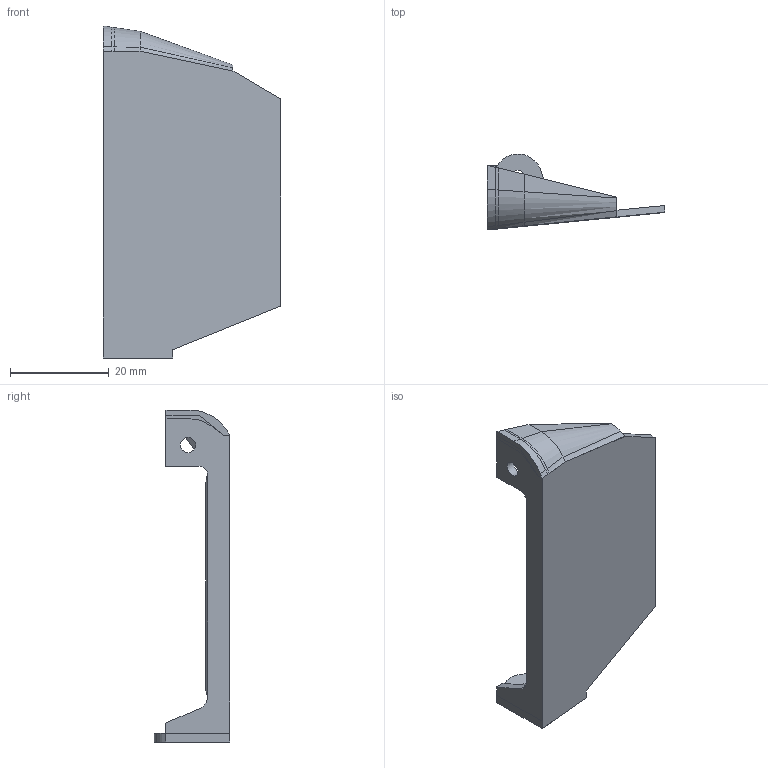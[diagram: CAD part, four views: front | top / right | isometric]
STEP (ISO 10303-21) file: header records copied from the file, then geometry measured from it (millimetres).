
FILE_DESCRIPTION(('FreeCAD Model'),'2;1');
FILE_NAME('Open CASCADE Shape Model','2023-06-24T09:24:32',(''),(''), 'Open CASCADE STEP processor 7.6','FreeCAD','Unknown');
FILE_SCHEMA(('AUTOMOTIVE_DESIGN { 1 0 10303 214 1 1 1 1 }'));
Length unit declared in the file: millimetre
Products named in the file (1): AdditivePipe
Bounding box: 35.83 x 15.36 x 67.1 mm (x, y, z)
Volume: 3881 mm3; surface area: 5574.2 mm2
Topology: 1 solids, 1 shells, 65 faces, 161 edges, 98 vertices
Faces by surface type: plane 45, bspline 14, cylinder 6
Full cylindrical faces by diameter (mm): 3.1 x2
Entity records: 4526 total; most frequent: CARTESIAN_POINT 1743, DIRECTION 347, ORIENTED_EDGE 322, PCURVE 322, DEFINITIONAL_REPRESENTATION 322, B_SPLINE_CURVE_WITH_KNOTS 244, LINE 212, VECTOR 212
